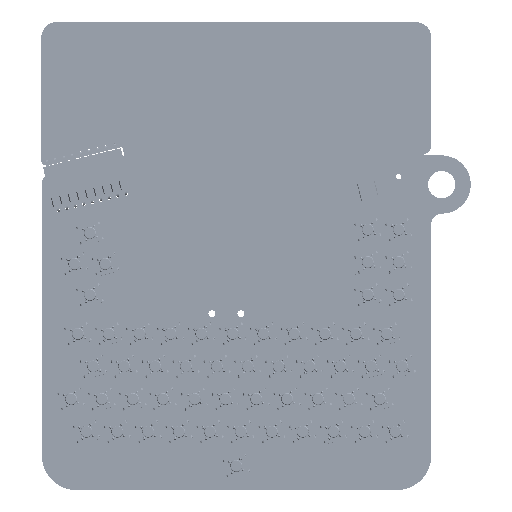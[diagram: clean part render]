
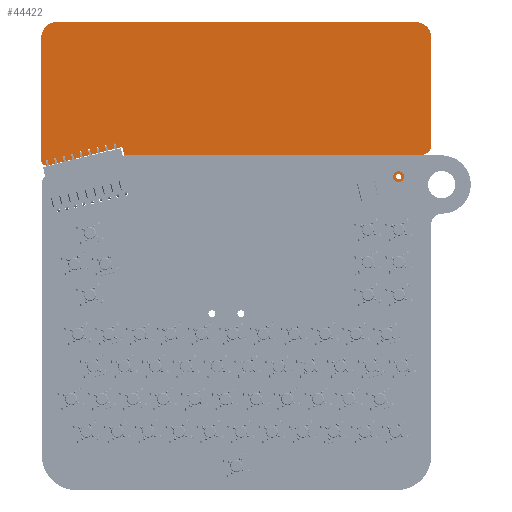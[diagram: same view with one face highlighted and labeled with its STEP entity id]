
A CAD part, top view. The second image highlights one B-rep face of the part: STEP entity #44422.
In plain terms, the highlighted planar face has unit normal (0, 0, 1).
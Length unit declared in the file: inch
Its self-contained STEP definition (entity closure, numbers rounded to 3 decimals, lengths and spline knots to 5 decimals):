
#1551=FACE_BOUND('',#7524,.T.);
#1552=FACE_BOUND('',#7525,.T.);
#1553=FACE_BOUND('',#7526,.T.);
#1554=FACE_BOUND('',#7527,.T.);
#1555=FACE_BOUND('',#7528,.T.);
#1556=FACE_BOUND('',#7529,.T.);
#1557=FACE_BOUND('',#7530,.T.);
#1558=FACE_BOUND('',#7531,.T.);
#1559=FACE_BOUND('',#7532,.T.);
#1560=FACE_BOUND('',#7533,.T.);
#2996=PLANE('',#47629);
#5094=FACE_OUTER_BOUND('',#7523,.T.);
#7523=EDGE_LOOP('',(#38949,#38950,#38951,#38952,#38953,#38954,#38955,#38956,
#38957,#38958,#38959,#38960,#38961,#38962,#38963,#38964));
#7524=EDGE_LOOP('',(#38965));
#7525=EDGE_LOOP('',(#38966));
#7526=EDGE_LOOP('',(#38967));
#7527=EDGE_LOOP('',(#38968));
#7528=EDGE_LOOP('',(#38969));
#7529=EDGE_LOOP('',(#38970));
#7530=EDGE_LOOP('',(#38971));
#7531=EDGE_LOOP('',(#38972));
#7532=EDGE_LOOP('',(#38973));
#7533=EDGE_LOOP('',(#38974));
#12244=LINE('',#69722,#17781);
#12248=LINE('',#69730,#17785);
#12252=LINE('',#69742,#17789);
#12256=LINE('',#69754,#17793);
#12260=LINE('',#69766,#17797);
#12264=LINE('',#69778,#17801);
#12268=LINE('',#69790,#17805);
#12272=LINE('',#69802,#17809);
#12276=LINE('',#69813,#17813);
#17781=VECTOR('',#56530,0.3937);
#17785=VECTOR('',#56536,0.3937);
#17789=VECTOR('',#56548,0.3937);
#17793=VECTOR('',#56560,0.3937);
#17797=VECTOR('',#56572,0.3937);
#17801=VECTOR('',#56584,0.3937);
#17805=VECTOR('',#56596,0.3937);
#17809=VECTOR('',#56608,0.3937);
#17813=VECTOR('',#56620,0.3937);
#19612=CIRCLE('',#47571,0.01);
#19614=CIRCLE('',#47574,0.01);
#19616=CIRCLE('',#47577,0.01);
#19618=CIRCLE('',#47580,0.01);
#19620=CIRCLE('',#47583,0.01);
#19622=CIRCLE('',#47586,0.01);
#19624=CIRCLE('',#47589,0.01);
#19626=CIRCLE('',#47592,0.01);
#19628=CIRCLE('',#47595,0.01);
#19630=CIRCLE('',#47598,0.0315);
#19631=CIRCLE('',#47602,0.07);
#19633=CIRCLE('',#47606,0.17);
#19635=CIRCLE('',#47610,0.07);
#19637=CIRCLE('',#47614,0.115);
#19639=CIRCLE('',#47618,0.18);
#19641=CIRCLE('',#47622,0.18);
#19643=CIRCLE('',#47626,0.06241);
#22800=VERTEX_POINT('',#69662);
#22802=VERTEX_POINT('',#69668);
#22804=VERTEX_POINT('',#69674);
#22806=VERTEX_POINT('',#69680);
#22808=VERTEX_POINT('',#69686);
#22810=VERTEX_POINT('',#69692);
#22812=VERTEX_POINT('',#69698);
#22814=VERTEX_POINT('',#69704);
#22816=VERTEX_POINT('',#69710);
#22818=VERTEX_POINT('',#69716);
#22819=VERTEX_POINT('',#69720);
#22820=VERTEX_POINT('',#69721);
#22823=VERTEX_POINT('',#69729);
#22825=VERTEX_POINT('',#69735);
#22827=VERTEX_POINT('',#69741);
#22829=VERTEX_POINT('',#69747);
#22831=VERTEX_POINT('',#69753);
#22833=VERTEX_POINT('',#69759);
#22835=VERTEX_POINT('',#69765);
#22837=VERTEX_POINT('',#69771);
#22839=VERTEX_POINT('',#69777);
#22841=VERTEX_POINT('',#69783);
#22843=VERTEX_POINT('',#69789);
#22845=VERTEX_POINT('',#69795);
#22847=VERTEX_POINT('',#69801);
#22849=VERTEX_POINT('',#69807);
#28334=EDGE_CURVE('',#22800,#22800,#19612,.T.);
#28337=EDGE_CURVE('',#22802,#22802,#19614,.T.);
#28340=EDGE_CURVE('',#22804,#22804,#19616,.T.);
#28343=EDGE_CURVE('',#22806,#22806,#19618,.T.);
#28346=EDGE_CURVE('',#22808,#22808,#19620,.T.);
#28349=EDGE_CURVE('',#22810,#22810,#19622,.T.);
#28352=EDGE_CURVE('',#22812,#22812,#19624,.T.);
#28355=EDGE_CURVE('',#22814,#22814,#19626,.T.);
#28358=EDGE_CURVE('',#22816,#22816,#19628,.T.);
#28361=EDGE_CURVE('',#22818,#22818,#19630,.T.);
#28362=EDGE_CURVE('',#22819,#22820,#12244,.T.);
#28366=EDGE_CURVE('',#22820,#22823,#12248,.T.);
#28369=EDGE_CURVE('',#22823,#22825,#19631,.T.);
#28372=EDGE_CURVE('',#22825,#22827,#12252,.T.);
#28375=EDGE_CURVE('',#22827,#22829,#19633,.T.);
#28378=EDGE_CURVE('',#22829,#22831,#12256,.T.);
#28381=EDGE_CURVE('',#22831,#22833,#19635,.T.);
#28384=EDGE_CURVE('',#22833,#22835,#12260,.T.);
#28387=EDGE_CURVE('',#22835,#22837,#19637,.T.);
#28390=EDGE_CURVE('',#22837,#22839,#12264,.T.);
#28393=EDGE_CURVE('',#22839,#22841,#19639,.T.);
#28396=EDGE_CURVE('',#22841,#22843,#12268,.T.);
#28399=EDGE_CURVE('',#22843,#22845,#19641,.T.);
#28402=EDGE_CURVE('',#22845,#22847,#12272,.T.);
#28405=EDGE_CURVE('',#22847,#22849,#19643,.T.);
#28408=EDGE_CURVE('',#22849,#22819,#12276,.T.);
#38949=ORIENTED_EDGE('',*,*,#28408,.T.);
#38950=ORIENTED_EDGE('',*,*,#28362,.T.);
#38951=ORIENTED_EDGE('',*,*,#28366,.T.);
#38952=ORIENTED_EDGE('',*,*,#28369,.T.);
#38953=ORIENTED_EDGE('',*,*,#28372,.T.);
#38954=ORIENTED_EDGE('',*,*,#28375,.T.);
#38955=ORIENTED_EDGE('',*,*,#28378,.T.);
#38956=ORIENTED_EDGE('',*,*,#28381,.T.);
#38957=ORIENTED_EDGE('',*,*,#28384,.T.);
#38958=ORIENTED_EDGE('',*,*,#28387,.T.);
#38959=ORIENTED_EDGE('',*,*,#28390,.T.);
#38960=ORIENTED_EDGE('',*,*,#28393,.T.);
#38961=ORIENTED_EDGE('',*,*,#28396,.T.);
#38962=ORIENTED_EDGE('',*,*,#28399,.T.);
#38963=ORIENTED_EDGE('',*,*,#28402,.T.);
#38964=ORIENTED_EDGE('',*,*,#28405,.T.);
#38965=ORIENTED_EDGE('',*,*,#28334,.T.);
#38966=ORIENTED_EDGE('',*,*,#28337,.T.);
#38967=ORIENTED_EDGE('',*,*,#28340,.T.);
#38968=ORIENTED_EDGE('',*,*,#28343,.T.);
#38969=ORIENTED_EDGE('',*,*,#28346,.T.);
#38970=ORIENTED_EDGE('',*,*,#28349,.T.);
#38971=ORIENTED_EDGE('',*,*,#28352,.T.);
#38972=ORIENTED_EDGE('',*,*,#28355,.T.);
#38973=ORIENTED_EDGE('',*,*,#28358,.T.);
#38974=ORIENTED_EDGE('',*,*,#28361,.T.);
#44422=ADVANCED_FACE('',(#5094,#1551,#1552,#1553,#1554,#1555,#1556,#1557,
#1558,#1559,#1560),#2996,.T.);
#47571=AXIS2_PLACEMENT_3D('',#69664,#56463,#56464);
#47574=AXIS2_PLACEMENT_3D('',#69670,#56470,#56471);
#47577=AXIS2_PLACEMENT_3D('',#69676,#56477,#56478);
#47580=AXIS2_PLACEMENT_3D('',#69682,#56484,#56485);
#47583=AXIS2_PLACEMENT_3D('',#69688,#56491,#56492);
#47586=AXIS2_PLACEMENT_3D('',#69694,#56498,#56499);
#47589=AXIS2_PLACEMENT_3D('',#69700,#56505,#56506);
#47592=AXIS2_PLACEMENT_3D('',#69706,#56512,#56513);
#47595=AXIS2_PLACEMENT_3D('',#69712,#56519,#56520);
#47598=AXIS2_PLACEMENT_3D('',#69718,#56526,#56527);
#47602=AXIS2_PLACEMENT_3D('',#69736,#56541,#56542);
#47606=AXIS2_PLACEMENT_3D('',#69748,#56553,#56554);
#47610=AXIS2_PLACEMENT_3D('',#69760,#56565,#56566);
#47614=AXIS2_PLACEMENT_3D('',#69772,#56577,#56578);
#47618=AXIS2_PLACEMENT_3D('',#69784,#56589,#56590);
#47622=AXIS2_PLACEMENT_3D('',#69796,#56601,#56602);
#47626=AXIS2_PLACEMENT_3D('',#69808,#56613,#56614);
#47629=AXIS2_PLACEMENT_3D('',#69815,#56622,#56623);
#56463=DIRECTION('center_axis',(0.,0.,-1.));
#56464=DIRECTION('ref_axis',(-1.,0.,0.));
#56470=DIRECTION('center_axis',(0.,0.,-1.));
#56471=DIRECTION('ref_axis',(-1.,0.,0.));
#56477=DIRECTION('center_axis',(0.,0.,-1.));
#56478=DIRECTION('ref_axis',(-1.,0.,0.));
#56484=DIRECTION('center_axis',(0.,0.,-1.));
#56485=DIRECTION('ref_axis',(-1.,0.,0.));
#56491=DIRECTION('center_axis',(0.,0.,-1.));
#56492=DIRECTION('ref_axis',(-1.,0.,0.));
#56498=DIRECTION('center_axis',(0.,0.,-1.));
#56499=DIRECTION('ref_axis',(-1.,0.,0.));
#56505=DIRECTION('center_axis',(0.,0.,-1.));
#56506=DIRECTION('ref_axis',(-1.,0.,0.));
#56512=DIRECTION('center_axis',(0.,0.,-1.));
#56513=DIRECTION('ref_axis',(-1.,0.,0.));
#56519=DIRECTION('center_axis',(0.,0.,-1.));
#56520=DIRECTION('ref_axis',(-1.,0.,0.));
#56526=DIRECTION('center_axis',(0.,0.,-1.));
#56527=DIRECTION('ref_axis',(-1.,0.,0.));
#56530=DIRECTION('',(0.242,-0.97,0.));
#56536=DIRECTION('',(1.,0.,0.));
#56541=DIRECTION('center_axis',(0.,0.,-1.));
#56542=DIRECTION('ref_axis',(-1.,0.,0.));
#56548=DIRECTION('',(0.,-1.,0.));
#56553=DIRECTION('center_axis',(0.,0.,1.));
#56554=DIRECTION('ref_axis',(-1.,0.,0.));
#56560=DIRECTION('',(0.,1.,0.));
#56565=DIRECTION('center_axis',(0.,0.,-1.));
#56566=DIRECTION('ref_axis',(0.,-1.,0.));
#56572=DIRECTION('',(1.,0.,0.));
#56577=DIRECTION('center_axis',(0.,0.,1.));
#56578=DIRECTION('ref_axis',(0.,-1.,0.));
#56584=DIRECTION('',(0.,1.,0.));
#56589=DIRECTION('center_axis',(0.,0.,1.));
#56590=DIRECTION('ref_axis',(1.,0.,0.));
#56596=DIRECTION('',(-1.,0.,0.));
#56601=DIRECTION('center_axis',(0.,0.,1.));
#56602=DIRECTION('ref_axis',(0.,1.,0.));
#56608=DIRECTION('',(0.,-1.,0.));
#56613=DIRECTION('center_axis',(0.,0.,1.));
#56614=DIRECTION('ref_axis',(-1.,-0.007,0.));
#56620=DIRECTION('',(0.97,0.243,0.));
#56622=DIRECTION('center_axis',(0.,0.,1.));
#56623=DIRECTION('ref_axis',(1.,0.,0.));
#69662=CARTESIAN_POINT('',(0.8497,0.379,0.));
#69664=CARTESIAN_POINT('Origin',(0.8397,0.379,0.));
#69668=CARTESIAN_POINT('',(0.6557,0.3307,0.));
#69670=CARTESIAN_POINT('Origin',(0.6457,0.3307,0.));
#69674=CARTESIAN_POINT('',(0.4616,0.2823,0.));
#69676=CARTESIAN_POINT('Origin',(0.4516,0.2823,0.));
#69680=CARTESIAN_POINT('',(0.2676,0.2339,0.));
#69682=CARTESIAN_POINT('Origin',(0.2576,0.2339,0.));
#69686=CARTESIAN_POINT('',(0.0735,0.1855,0.));
#69688=CARTESIAN_POINT('Origin',(0.0635,0.1855,0.));
#69692=CARTESIAN_POINT('',(0.1705,0.2097,0.));
#69694=CARTESIAN_POINT('Origin',(0.1605,0.2097,0.));
#69698=CARTESIAN_POINT('',(0.3646,0.2581,0.));
#69700=CARTESIAN_POINT('Origin',(0.3546,0.2581,0.));
#69704=CARTESIAN_POINT('',(0.5587,0.3065,0.));
#69706=CARTESIAN_POINT('Origin',(0.5487,0.3065,0.));
#69710=CARTESIAN_POINT('',(0.7527,0.3548,0.));
#69712=CARTESIAN_POINT('Origin',(0.7427,0.3548,0.));
#69716=CARTESIAN_POINT('',(4.132,0.0005,0.));
#69718=CARTESIAN_POINT('Origin',(4.1005,0.0005,0.));
#69720=CARTESIAN_POINT('',(0.9295,0.3435,0.));
#69721=CARTESIAN_POINT('',(0.95272,0.2505,0.));
#69722=CARTESIAN_POINT('',(0.9295,0.3435,0.));
#69729=CARTESIAN_POINT('',(3.8605,0.2505,0.));
#69730=CARTESIAN_POINT('',(0.95272,0.2505,0.));
#69735=CARTESIAN_POINT('',(3.9305,0.1805,0.));
#69736=CARTESIAN_POINT('Origin',(3.8605,0.1805,0.));
#69741=CARTESIAN_POINT('',(3.9305,0.0005,0.));
#69742=CARTESIAN_POINT('',(3.9305,0.1805,0.));
#69747=CARTESIAN_POINT('',(4.2705,0.0005,0.));
#69748=CARTESIAN_POINT('Origin',(4.1005,0.0005,0.));
#69753=CARTESIAN_POINT('',(4.2705,0.1805,0.));
#69754=CARTESIAN_POINT('',(4.2705,0.0005,0.));
#69759=CARTESIAN_POINT('',(4.3405,0.2505,0.));
#69760=CARTESIAN_POINT('Origin',(4.3405,0.1805,0.));
#69765=CARTESIAN_POINT('',(4.3605,0.2505,0.));
#69766=CARTESIAN_POINT('',(4.3405,0.2505,0.));
#69771=CARTESIAN_POINT('',(4.4755,0.3655,0.));
#69772=CARTESIAN_POINT('Origin',(4.3605,0.3655,0.));
#69777=CARTESIAN_POINT('',(4.4755,1.5955,0.));
#69778=CARTESIAN_POINT('',(4.4755,0.3655,0.));
#69783=CARTESIAN_POINT('',(4.2955,1.7755,0.));
#69784=CARTESIAN_POINT('Origin',(4.2955,1.5955,0.));
#69789=CARTESIAN_POINT('',(0.1805,1.7755,0.));
#69790=CARTESIAN_POINT('',(4.2955,1.7755,0.));
#69795=CARTESIAN_POINT('',(0.0005,1.5955,0.));
#69796=CARTESIAN_POINT('Origin',(0.1805,1.5955,0.));
#69801=CARTESIAN_POINT('',(0.0005,0.1905,0.));
#69802=CARTESIAN_POINT('',(0.0005,1.5955,0.));
#69807=CARTESIAN_POINT('',(0.0785,0.1305,0.));
#69808=CARTESIAN_POINT('Origin',(0.06291,0.19093,0.));
#69813=CARTESIAN_POINT('',(0.0785,0.1305,0.));
#69815=CARTESIAN_POINT('Origin',(2.26492,0.94433,0.));
